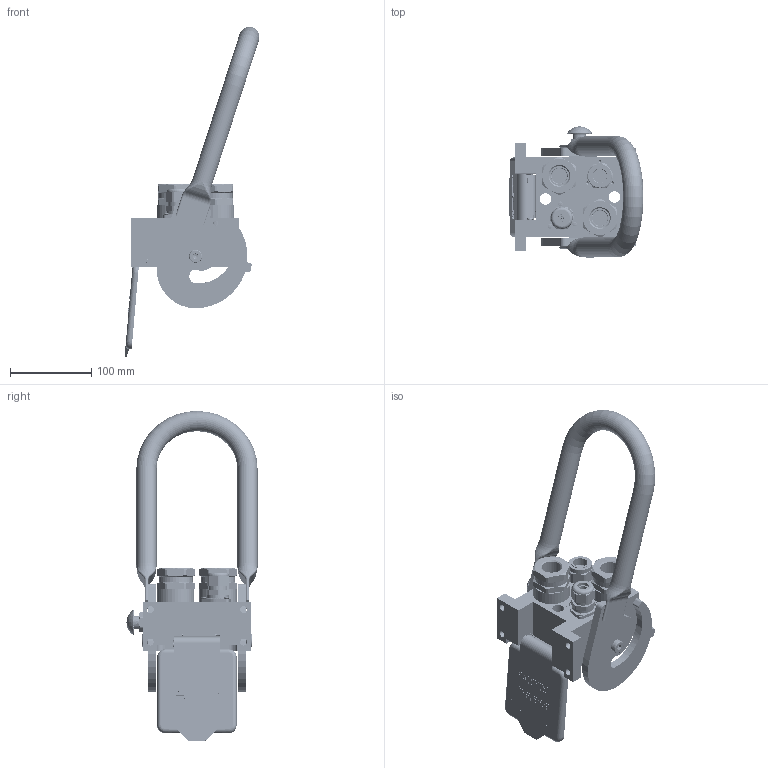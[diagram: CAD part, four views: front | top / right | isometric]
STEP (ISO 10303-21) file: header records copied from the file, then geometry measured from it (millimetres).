
FILE_DESCRIPTION (( 'STEP AP214' ), '1' );
FILE_NAME ('FASTER.step', '2022-04-13T12:25:12', ( '' ), ( '' ), 'SwSTEP 2.0', 'SolidWorks 2017', '' );
FILE_SCHEMA (( 'AUTOMOTIVE_DESIGN' ));
Length unit declared in the file: millimetre
Products named in the file (46): 4830_024_1000_011; curs_molla_12; 4241_072_0000_200; 0048_317_1000_000; Copia di inspel08-7_f.asm^corspel08-7_f; Copia di inspel08-7_f.prt^Copia di inspel08-7_f.asm_corspel08-7_f; 4820_001_0004_000; FASTER; 4850_007_0000_000; 4830_024_3000_000; 4830_024_3000_010; 4830_020_0000_032; 4830_025_2000_000; corspel08-7_f; Copia di 4850_007_0001_000.prt^corspel08-7_f; Copia di 4830_042_0000_000.prt^corspel08-7_f; sicura_p5; et011; Copia di 4850_007_0003_000.prt^corspel08-7_f; 4830_024_3000_000_ASM; 2ffnb34_gas_f; Copia di 4850_032_0000_000.prt^Copia di inspel08-7_f.asm_corspel08-7_f; A_2ffnb12_gas_f; 0048_042_0412_000; curs_molla_34; 4830_025_1000_000; 4830_025_0000_001; conn_7p_f; 4830_070_0000_001; or1_5x7_m; 4142_072_1000_300; P510_F_VIT_BASE; 4810_001_0001_014; 4830_044_0000_000; 4830_001_0005_301; 4830_013_3000_030; 4250_014_1000_000; 4830_024_3000_020; 2ffnb12_gas_f; 4150_072_1000_200 ...
Assembly tree (56 placements, depth 5):
  FASTER
    P510_F_VIT_BASE
      4830_020_0000_032
      4830_025_1000_000
      4830_022_0000_011
      4810_001_0001_014
      4820_001_0004_000
      4830_013_3000_030  x2
      0048_317_1000_000  x2
      4830_001_0005_300
      4830_001_0005_301
      4830_070_0000_001
    A_2ffnb34_gas_f  x2
      curs_molla_34
        4150_072_1000_200
        4250_014_1000_000
      2ffnb34_gas_f
        2ffnb34_gas_f
    conn_7p_f
      corspel08-7_f
        Copia di 4850_007_0001_000.prt^corspel08-7_f
        Copia di inspel08-7_f.asm^corspel08-7_f
          Copia di inspel08-7_f.prt^Copia di inspel08-7_f.asm_corspel08-7_f
          Copia di 4850_032_0000_000.prt^Copia di inspel08-7_f.asm_corspel08-7_f  x7
        Copia di 4850_007_0003_000.prt^corspel08-7_f
        Copia di 4830_042_0000_000.prt^corspel08-7_f
      4830_044_0000_000  x3
      4850_007_0000_000
      4241_072_0000_200
    A_2ffnb12_gas_f
      curs_molla_12
        4340_014_0000_000
        4142_072_1000_300
      2ffnb12_gas_f
        2ffnb12_gas_f
    4830_024_3000_000
      4830_024_3000_000_ASM
        4830_024_1000_011
        4830_024_3000_010
        4830_024_3000_020
      sicura_p5
        4830_025_0000_001
        or1_5x7_m
        0048_042_0412_000
      4830_025_2000_000
    et011
Bounding box: 166.24 x 161.73 x 406.94 mm (x, y, z)
Volume: 282140.5 mm3; surface area: 381667.3 mm2
Topology: 33 solids, 77 shells, 4393 faces, 11324 edges, 7209 vertices
Faces by surface type: plane 2316, cylinder 950, torus 403, cone 388, bspline 291, sphere 45
Entity records: 161154 total; most frequent: CARTESIAN_POINT 62253, ORIENTED_EDGE 19110, DIRECTION 17858, EDGE_CURVE 9722, LINE 6508, VECTOR 6508, VERTEX_POINT 6230, AXIS2_PLACEMENT_3D 5675
